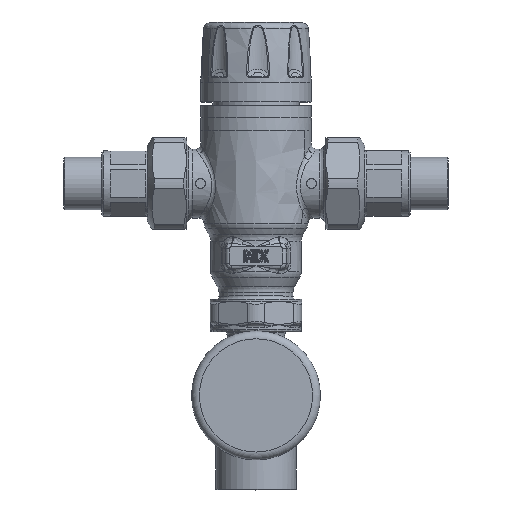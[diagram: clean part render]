
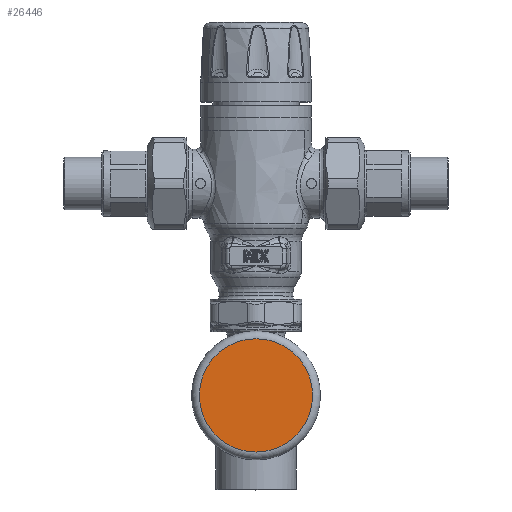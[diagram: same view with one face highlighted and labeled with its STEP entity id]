
A CAD part, top view. The second image highlights one B-rep face of the part: STEP entity #26446.
In plain terms, the highlighted planar face has unit normal (0, 0, 1).
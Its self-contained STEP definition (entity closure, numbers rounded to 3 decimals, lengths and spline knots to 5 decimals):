
#1628=PLANE('',#29372);
#3234=FACE_OUTER_BOUND('',#5007,.T.);
#5007=EDGE_LOOP('',(#22668));
#6530=CIRCLE('',#29366,0.905);
#11709=VERTEX_POINT('',#104717);
#15379=EDGE_CURVE('',#11709,#11709,#6530,.T.);
#22668=ORIENTED_EDGE('',*,*,#15379,.F.);
#26446=ADVANCED_FACE('',(#3234),#1628,.T.);
#29366=AXIS2_PLACEMENT_3D('',#104718,#35922,#35923);
#29372=AXIS2_PLACEMENT_3D('',#104728,#35935,#35936);
#35922=DIRECTION('center_axis',(0.,0.,-1.));
#35923=DIRECTION('ref_axis',(-1.,0.,0.));
#35935=DIRECTION('center_axis',(0.,0.,1.));
#35936=DIRECTION('ref_axis',(1.,0.,0.));
#104717=CARTESIAN_POINT('',(-0.905,0.,0.41));
#104718=CARTESIAN_POINT('Origin',(0.,0.,0.41));
#104728=CARTESIAN_POINT('Origin',(0.,0.,0.41));
